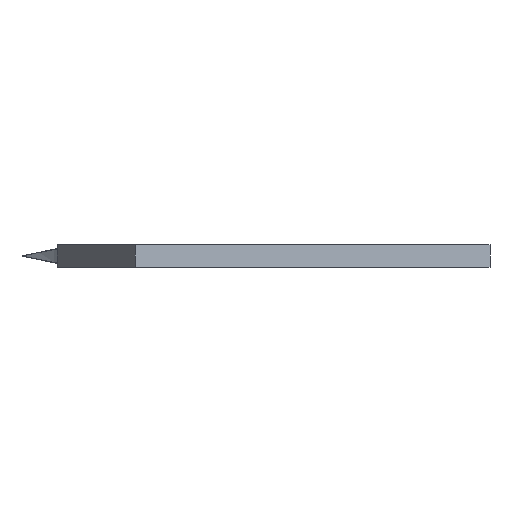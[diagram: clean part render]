
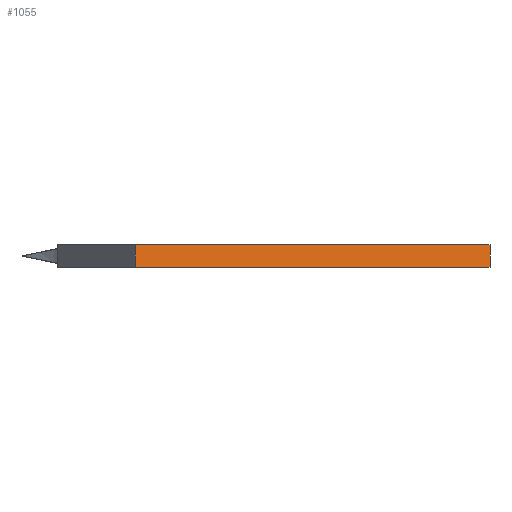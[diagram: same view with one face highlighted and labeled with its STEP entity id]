
A CAD part, front view. The second image highlights one B-rep face of the part: STEP entity #1055.
In plain terms, the highlighted free-form (B-spline) face has degree [1, 1] with [2, 2] control points.
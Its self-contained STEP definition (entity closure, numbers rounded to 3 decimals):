
#446 = VERTEX_POINT('',#447);
#447 = CARTESIAN_POINT('',(-3.327,-1.798,
    0.18));
#452 = EDGE_CURVE('',#446,#453,#455,.T.);
#453 = VERTEX_POINT('',#454);
#454 = CARTESIAN_POINT('',(2.428,2.248,0.18)
  );
#455 = B_SPLINE_CURVE_WITH_KNOTS('',1,(#456,#457),.UNSPECIFIED.,.F.,.F.,
  (2,2),(0.,0.782),.PIECEWISE_BEZIER_KNOTS.);
#456 = CARTESIAN_POINT('',(-3.327,-1.798,
    0.18));
#457 = CARTESIAN_POINT('',(2.428,2.248,0.18)
  );
#620 = VERTEX_POINT('',#621);
#621 = CARTESIAN_POINT('',(2.428,2.248,-0.18
    ));
#626 = EDGE_CURVE('',#620,#627,#629,.T.);
#627 = VERTEX_POINT('',#628);
#628 = CARTESIAN_POINT('',(-3.327,-1.798,
    -0.18));
#629 = B_SPLINE_CURVE_WITH_KNOTS('',1,(#630,#631),.UNSPECIFIED.,.F.,.F.,
  (2,2),(-0.782,0.),.PIECEWISE_BEZIER_KNOTS.);
#630 = CARTESIAN_POINT('',(2.428,2.248,-0.18
    ));
#631 = CARTESIAN_POINT('',(-3.327,-1.798,
    -0.18));
#1045 = EDGE_CURVE('',#620,#453,#1046,.T.);
#1046 = B_SPLINE_CURVE_WITH_KNOTS('',1,(#1047,#1048),.UNSPECIFIED.,.F.,
  .F.,(2,2),(-0.02,0.02),.PIECEWISE_BEZIER_KNOTS.);
#1047 = CARTESIAN_POINT('',(2.428,2.248,
    -0.18));
#1048 = CARTESIAN_POINT('',(2.428,2.248,0.18
    ));
#1055 = ADVANCED_FACE('',(#1056),#1066,.T.);
#1056 = FACE_BOUND('',#1057,.T.);
#1057 = EDGE_LOOP('',(#1058,#1059,#1060,#1065));
#1058 = ORIENTED_EDGE('',*,*,#1045,.T.);
#1059 = ORIENTED_EDGE('',*,*,#452,.F.);
#1060 = ORIENTED_EDGE('',*,*,#1061,.F.);
#1061 = EDGE_CURVE('',#627,#446,#1062,.T.);
#1062 = B_SPLINE_CURVE_WITH_KNOTS('',1,(#1063,#1064),.UNSPECIFIED.,.F.,
  .F.,(2,2),(-0.02,0.02),.PIECEWISE_BEZIER_KNOTS.);
#1063 = CARTESIAN_POINT('',(-3.327,-1.798,
    -0.18));
#1064 = CARTESIAN_POINT('',(-3.327,-1.798,
    0.18));
#1065 = ORIENTED_EDGE('',*,*,#626,.F.);
#1066 = B_SPLINE_SURFACE_WITH_KNOTS('',1,1,(
    (#1067,#1068)
    ,(#1069,#1070
    )),.UNSPECIFIED.,.F.,.F.,.F.,(2,2),(2,2),(-0.001,0.783),(
    -0.021,0.021),.PIECEWISE_BEZIER_KNOTS.);
#1067 = CARTESIAN_POINT('',(-3.334,-1.803,
    -0.189));
#1068 = CARTESIAN_POINT('',(-3.334,-1.803,
    0.189));
#1069 = CARTESIAN_POINT('',(2.435,2.253,
    -0.189));
#1070 = CARTESIAN_POINT('',(2.435,2.253,0.189
    ));
